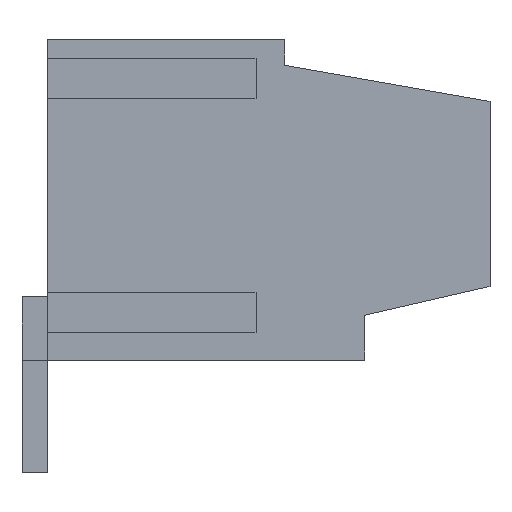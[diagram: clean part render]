
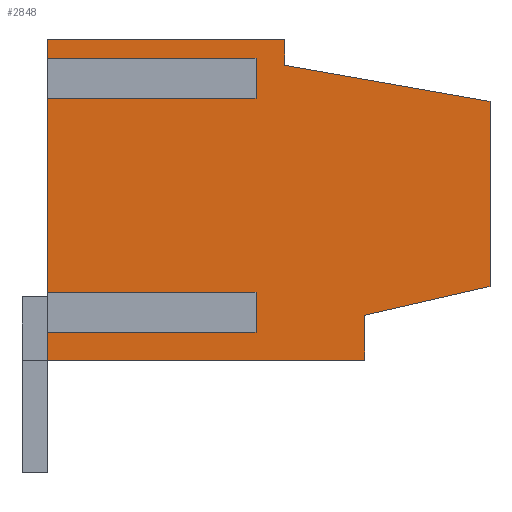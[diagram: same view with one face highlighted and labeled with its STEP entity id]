
A CAD part, left-side view. The second image highlights one B-rep face of the part: STEP entity #2848.
In plain terms, the highlighted planar face has unit normal (-1, 0, 0).
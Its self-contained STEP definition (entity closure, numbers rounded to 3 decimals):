
#2785=AXIS2_PLACEMENT_3D('Plane Axis2P3D',#2782,#2783,#2784) ;
#1832=CARTESIAN_POINT('Vertex',(0.55,13.8,3.5)) ;
#1835=CARTESIAN_POINT('Line Origine',(0.55,13.8,4.097)) ;
#1839=CARTESIAN_POINT('Vertex',(0.55,13.8,4.694)) ;
#1860=CARTESIAN_POINT('Vertex',(0.55,13.8,5.306)) ;
#1863=CARTESIAN_POINT('Line Origine',(0.55,13.8,8.65)) ;
#1867=CARTESIAN_POINT('Vertex',(0.55,13.8,11.994)) ;
#1888=CARTESIAN_POINT('Vertex',(0.55,13.8,12.606)) ;
#1891=CARTESIAN_POINT('Line Origine',(0.55,13.8,13.053)) ;
#1895=CARTESIAN_POINT('Vertex',(0.55,13.8,13.5)) ;
#2343=CARTESIAN_POINT('Line Origine',(0.55,10.1,13.5)) ;
#2347=CARTESIAN_POINT('Vertex',(0.55,6.4,13.5)) ;
#2436=CARTESIAN_POINT('Line Origine',(0.55,6.4,13.1)) ;
#2440=CARTESIAN_POINT('Vertex',(0.55,6.4,12.7)) ;
#2461=CARTESIAN_POINT('Line Origine',(0.55,3.2,12.136)) ;
#2465=CARTESIAN_POINT('Vertex',(0.55,0.,11.572)) ;
#2486=CARTESIAN_POINT('Line Origine',(0.55,0.,8.686)) ;
#2490=CARTESIAN_POINT('Vertex',(0.55,0.,5.8)) ;
#2547=CARTESIAN_POINT('Line Origine',(0.55,1.95,5.35)) ;
#2551=CARTESIAN_POINT('Vertex',(0.55,3.9,4.9)) ;
#2682=CARTESIAN_POINT('Vertex',(0.55,3.9,3.5)) ;
#2685=CARTESIAN_POINT('Line Origine',(0.55,8.85,3.5)) ;
#2782=CARTESIAN_POINT('Axis2P3D Location',(0.55,14.6,0.)) ;
#2787=CARTESIAN_POINT('Line Origine',(0.55,10.55,5.306)) ;
#2791=CARTESIAN_POINT('Vertex',(0.55,7.3,5.306)) ;
#2794=CARTESIAN_POINT('Line Origine',(0.55,7.3,5.)) ;
#2798=CARTESIAN_POINT('Vertex',(0.55,7.3,4.694)) ;
#2801=CARTESIAN_POINT('Line Origine',(0.55,10.55,4.694)) ;
#2806=CARTESIAN_POINT('Line Origine',(0.55,3.9,4.2)) ;
#2811=CARTESIAN_POINT('Line Origine',(0.55,10.55,12.606)) ;
#2815=CARTESIAN_POINT('Vertex',(0.55,7.3,12.606)) ;
#2818=CARTESIAN_POINT('Line Origine',(0.55,7.3,12.3)) ;
#2822=CARTESIAN_POINT('Vertex',(0.55,7.3,11.994)) ;
#2825=CARTESIAN_POINT('Line Origine',(0.55,10.55,11.994)) ;
#1836=DIRECTION('Vector Direction',(0.,0.,-1.)) ;
#1864=DIRECTION('Vector Direction',(0.,0.,-1.)) ;
#1892=DIRECTION('Vector Direction',(0.,0.,-1.)) ;
#2344=DIRECTION('Vector Direction',(0.,1.,0.)) ;
#2437=DIRECTION('Vector Direction',(0.,0.,1.)) ;
#2462=DIRECTION('Vector Direction',(0.,0.985,0.174)) ;
#2487=DIRECTION('Vector Direction',(0.,0.,1.)) ;
#2548=DIRECTION('Vector Direction',(0.,-0.974,0.225)) ;
#2686=DIRECTION('Vector Direction',(0.,-1.,0.)) ;
#2783=DIRECTION('Axis2P3D Direction',(-1.,0.,0.)) ;
#2784=DIRECTION('Axis2P3D XDirection',(0.,-1.,0.)) ;
#2788=DIRECTION('Vector Direction',(0.,-1.,0.)) ;
#2795=DIRECTION('Vector Direction',(0.,0.,-1.)) ;
#2802=DIRECTION('Vector Direction',(0.,-1.,0.)) ;
#2807=DIRECTION('Vector Direction',(0.,0.,1.)) ;
#2812=DIRECTION('Vector Direction',(0.,-1.,0.)) ;
#2819=DIRECTION('Vector Direction',(0.,0.,-1.)) ;
#2826=DIRECTION('Vector Direction',(0.,-1.,0.)) ;
#1837=VECTOR('Line Direction',#1836,1.) ;
#1865=VECTOR('Line Direction',#1864,1.) ;
#1893=VECTOR('Line Direction',#1892,1.) ;
#2345=VECTOR('Line Direction',#2344,1.) ;
#2438=VECTOR('Line Direction',#2437,1.) ;
#2463=VECTOR('Line Direction',#2462,1.) ;
#2488=VECTOR('Line Direction',#2487,1.) ;
#2549=VECTOR('Line Direction',#2548,1.) ;
#2687=VECTOR('Line Direction',#2686,1.) ;
#2789=VECTOR('Line Direction',#2788,1.) ;
#2796=VECTOR('Line Direction',#2795,1.) ;
#2803=VECTOR('Line Direction',#2802,1.) ;
#2808=VECTOR('Line Direction',#2807,1.) ;
#2813=VECTOR('Line Direction',#2812,1.) ;
#2820=VECTOR('Line Direction',#2819,1.) ;
#2827=VECTOR('Line Direction',#2826,1.) ;
#2831=ORIENTED_EDGE('',*,*,#1869,.T.) ;
#2832=ORIENTED_EDGE('',*,*,#2793,.T.) ;
#2833=ORIENTED_EDGE('',*,*,#2800,.T.) ;
#2834=ORIENTED_EDGE('',*,*,#2805,.F.) ;
#2835=ORIENTED_EDGE('',*,*,#1841,.T.) ;
#2836=ORIENTED_EDGE('',*,*,#2689,.T.) ;
#2837=ORIENTED_EDGE('',*,*,#2810,.T.) ;
#2838=ORIENTED_EDGE('',*,*,#2553,.T.) ;
#2839=ORIENTED_EDGE('',*,*,#2492,.T.) ;
#2840=ORIENTED_EDGE('',*,*,#2467,.T.) ;
#2841=ORIENTED_EDGE('',*,*,#2442,.T.) ;
#2842=ORIENTED_EDGE('',*,*,#2349,.T.) ;
#2843=ORIENTED_EDGE('',*,*,#1897,.T.) ;
#2844=ORIENTED_EDGE('',*,*,#2817,.T.) ;
#2845=ORIENTED_EDGE('',*,*,#2824,.T.) ;
#2846=ORIENTED_EDGE('',*,*,#2829,.F.) ;
#2848=ADVANCED_FACE('HOUSING',(#2847),#2786,.T.) ;
#1841=EDGE_CURVE('',#1840,#1833,#1838,.T.) ;
#1869=EDGE_CURVE('',#1868,#1861,#1866,.T.) ;
#1897=EDGE_CURVE('',#1896,#1889,#1894,.T.) ;
#2349=EDGE_CURVE('',#2348,#1896,#2346,.T.) ;
#2442=EDGE_CURVE('',#2441,#2348,#2439,.T.) ;
#2467=EDGE_CURVE('',#2466,#2441,#2464,.T.) ;
#2492=EDGE_CURVE('',#2491,#2466,#2489,.T.) ;
#2553=EDGE_CURVE('',#2552,#2491,#2550,.T.) ;
#2689=EDGE_CURVE('',#1833,#2683,#2688,.T.) ;
#2793=EDGE_CURVE('',#1861,#2792,#2790,.T.) ;
#2800=EDGE_CURVE('',#2792,#2799,#2797,.T.) ;
#2805=EDGE_CURVE('',#1840,#2799,#2804,.T.) ;
#2810=EDGE_CURVE('',#2683,#2552,#2809,.T.) ;
#2817=EDGE_CURVE('',#1889,#2816,#2814,.T.) ;
#2824=EDGE_CURVE('',#2816,#2823,#2821,.T.) ;
#2829=EDGE_CURVE('',#1868,#2823,#2828,.T.) ;
#2830=EDGE_LOOP('',(#2831,#2832,#2833,#2834,#2835,#2836,#2837,#2838,#2839,#2840,#2841,#2842,#2843,#2844,#2845,#2846)) ;
#2847=FACE_OUTER_BOUND('',#2830,.T.) ;
#1838=LINE('Line',#1835,#1837) ;
#1866=LINE('Line',#1863,#1865) ;
#1894=LINE('Line',#1891,#1893) ;
#2346=LINE('Line',#2343,#2345) ;
#2439=LINE('Line',#2436,#2438) ;
#2464=LINE('Line',#2461,#2463) ;
#2489=LINE('Line',#2486,#2488) ;
#2550=LINE('Line',#2547,#2549) ;
#2688=LINE('Line',#2685,#2687) ;
#2790=LINE('Line',#2787,#2789) ;
#2797=LINE('Line',#2794,#2796) ;
#2804=LINE('Line',#2801,#2803) ;
#2809=LINE('Line',#2806,#2808) ;
#2814=LINE('Line',#2811,#2813) ;
#2821=LINE('Line',#2818,#2820) ;
#2828=LINE('Line',#2825,#2827) ;
#2786=PLANE('',#2785) ;
#1833=VERTEX_POINT('',#1832) ;
#1840=VERTEX_POINT('',#1839) ;
#1861=VERTEX_POINT('',#1860) ;
#1868=VERTEX_POINT('',#1867) ;
#1889=VERTEX_POINT('',#1888) ;
#1896=VERTEX_POINT('',#1895) ;
#2348=VERTEX_POINT('',#2347) ;
#2441=VERTEX_POINT('',#2440) ;
#2466=VERTEX_POINT('',#2465) ;
#2491=VERTEX_POINT('',#2490) ;
#2552=VERTEX_POINT('',#2551) ;
#2683=VERTEX_POINT('',#2682) ;
#2792=VERTEX_POINT('',#2791) ;
#2799=VERTEX_POINT('',#2798) ;
#2816=VERTEX_POINT('',#2815) ;
#2823=VERTEX_POINT('',#2822) ;
